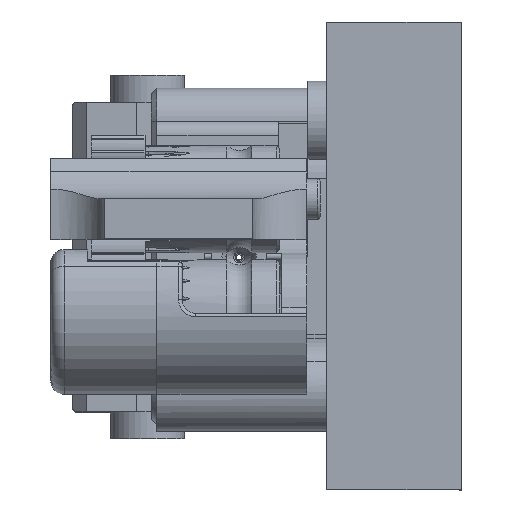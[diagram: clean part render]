
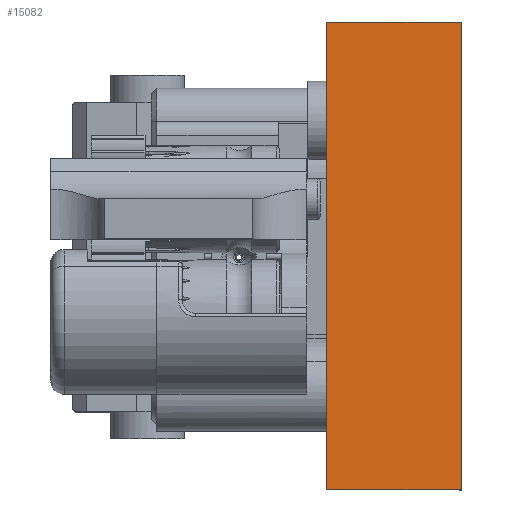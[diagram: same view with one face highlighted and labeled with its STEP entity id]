
A CAD part, top view. The second image highlights one B-rep face of the part: STEP entity #15082.
In plain terms, the highlighted planar face has unit normal (0, 0, 1).
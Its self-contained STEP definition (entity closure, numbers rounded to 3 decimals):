
#568=PLANE('',#16570);
#1412=LINE('',#25873,#2493);
#1414=LINE('',#25877,#2495);
#1415=LINE('',#25879,#2496);
#1416=LINE('',#25880,#2497);
#2493=VECTOR('',#20332,10.);
#2495=VECTOR('',#20336,10.);
#2496=VECTOR('',#20337,10.);
#2497=VECTOR('',#20338,10.);
#3665=FACE_OUTER_BOUND('',#4596,.T.);
#4596=EDGE_LOOP('',(#12688,#12689,#12690,#12691));
#7063=VERTEX_POINT('',#25870);
#7064=VERTEX_POINT('',#25872);
#7065=VERTEX_POINT('',#25876);
#7066=VERTEX_POINT('',#25878);
#9050=EDGE_CURVE('',#7063,#7064,#1412,.T.);
#9052=EDGE_CURVE('',#7065,#7063,#1414,.T.);
#9053=EDGE_CURVE('',#7065,#7066,#1415,.T.);
#9054=EDGE_CURVE('',#7066,#7064,#1416,.F.);
#12688=ORIENTED_EDGE('',*,*,#9052,.F.);
#12689=ORIENTED_EDGE('',*,*,#9053,.T.);
#12690=ORIENTED_EDGE('',*,*,#9054,.T.);
#12691=ORIENTED_EDGE('',*,*,#9050,.F.);
#15082=ADVANCED_FACE('',(#3665),#568,.F.);
#16570=AXIS2_PLACEMENT_3D('',#25875,#20334,#20335);
#20332=DIRECTION('',(0.,1.,0.));
#20334=DIRECTION('center_axis',(0.,0.,
-1.));
#20335=DIRECTION('ref_axis',(-1.,0.,0.));
#20336=DIRECTION('',(-1.,0.,0.));
#20337=DIRECTION('',(0.,1.,0.));
#20338=DIRECTION('',(1.,0.,0.));
#25870=CARTESIAN_POINT('',(6.5,-7.75,60.5));
#25872=CARTESIAN_POINT('',(6.5,26.95,60.5));
#25873=CARTESIAN_POINT('',(6.5,-13.1,60.5));
#25875=CARTESIAN_POINT('Origin',(16.5,-13.1,60.5));
#25876=CARTESIAN_POINT('',(16.5,-7.75,60.5));
#25877=CARTESIAN_POINT('',(14.,-7.75,60.5));
#25878=CARTESIAN_POINT('',(16.5,26.95,60.5));
#25879=CARTESIAN_POINT('',(16.5,-13.1,60.5));
#25880=CARTESIAN_POINT('',(14.,26.95,60.5));
